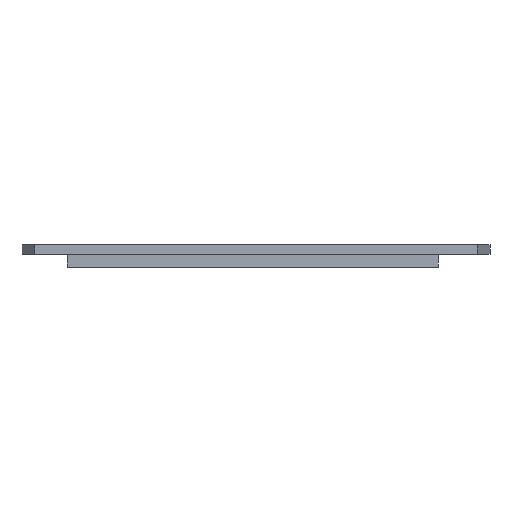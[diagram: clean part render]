
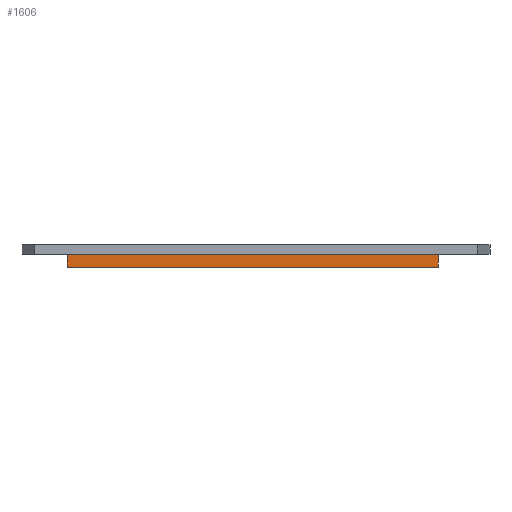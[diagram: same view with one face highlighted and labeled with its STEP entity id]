
A CAD part, front view. The second image highlights one B-rep face of the part: STEP entity #1606.
In plain terms, the highlighted planar face has unit normal (0, -1, 0).
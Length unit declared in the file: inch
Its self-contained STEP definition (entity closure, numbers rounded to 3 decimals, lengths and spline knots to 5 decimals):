
#4 = VECTOR ( 'NONE', #897, 39.37008 ) ;
#39 = VECTOR ( 'NONE', #1812, 39.37008 ) ;
#41 = ORIENTED_EDGE ( 'NONE', *, *, #57, .F. ) ;
#57 = EDGE_CURVE ( 'NONE', #1848, #1444, #1302, .T. ) ;
#95 = ORIENTED_EDGE ( 'NONE', *, *, #967, .F. ) ;
#107 = DIRECTION ( 'NONE',  ( -1., 0., 0. ) ) ;
#278 = DIRECTION ( 'NONE',  ( 0., 0., 1. ) ) ;
#356 = CARTESIAN_POINT ( 'NONE',  ( -1.02362, 0.03937, -0.07874 ) ) ;
#586 = CARTESIAN_POINT ( 'NONE',  ( 1.24016, 0.03937, -0.07874 ) ) ;
#710 = CARTESIAN_POINT ( 'NONE',  ( 1.24016, 0.03937, 0. ) ) ;
#732 = CARTESIAN_POINT ( 'NONE',  ( 0.62008, 0.03937, 0. ) ) ;
#736 = CARTESIAN_POINT ( 'NONE',  ( -1.02362, 0.03937, -0.07874 ) ) ;
#780 = VECTOR ( 'NONE', #107, 39.37008 ) ;
#801 = EDGE_LOOP ( 'NONE', ( #95, #1998, #896, #41 ) ) ;
#804 = PLANE ( 'NONE',  #1317 ) ;
#895 = CARTESIAN_POINT ( 'NONE',  ( -1.02362, 0.03937, 0. ) ) ;
#896 = ORIENTED_EDGE ( 'NONE', *, *, #979, .T. ) ;
#897 = DIRECTION ( 'NONE',  ( 0., 0., -1. ) ) ;
#964 = VERTEX_POINT ( 'NONE', #710 ) ;
#967 = EDGE_CURVE ( 'NONE', #1560, #1848, #1496, .T. ) ;
#977 = CARTESIAN_POINT ( 'NONE',  ( -1.02362, 0.03937, -0.07874 ) ) ;
#979 = EDGE_CURVE ( 'NONE', #964, #1444, #1192, .T. ) ;
#1100 = CARTESIAN_POINT ( 'NONE',  ( 1.24016, 0.03937, -0.07874 ) ) ;
#1118 = EDGE_CURVE ( 'NONE', #964, #1560, #1358, .T. ) ;
#1148 = VECTOR ( 'NONE', #278, 39.37008 ) ;
#1192 = LINE ( 'NONE', #732, #39 ) ;
#1302 = LINE ( 'NONE', #977, #1148 ) ;
#1317 = AXIS2_PLACEMENT_3D ( 'NONE', #356, #1712, #1420 ) ;
#1358 = LINE ( 'NONE', #586, #4 ) ;
#1420 = DIRECTION ( 'NONE',  ( -1., 0., 0. ) ) ;
#1444 = VERTEX_POINT ( 'NONE', #895 ) ;
#1496 = LINE ( 'NONE', #1794, #780 ) ;
#1560 = VERTEX_POINT ( 'NONE', #1100 ) ;
#1606 = ADVANCED_FACE ( 'NONE', ( #1864 ), #804, .F. ) ;
#1712 = DIRECTION ( 'NONE',  ( 0., 1., 0. ) ) ;
#1794 = CARTESIAN_POINT ( 'NONE',  ( -1.02362, 0.03937, -0.07874 ) ) ;
#1812 = DIRECTION ( 'NONE',  ( -1., 0., 0. ) ) ;
#1848 = VERTEX_POINT ( 'NONE', #736 ) ;
#1864 = FACE_OUTER_BOUND ( 'NONE', #801, .T. ) ;
#1998 = ORIENTED_EDGE ( 'NONE', *, *, #1118, .F. ) ;
